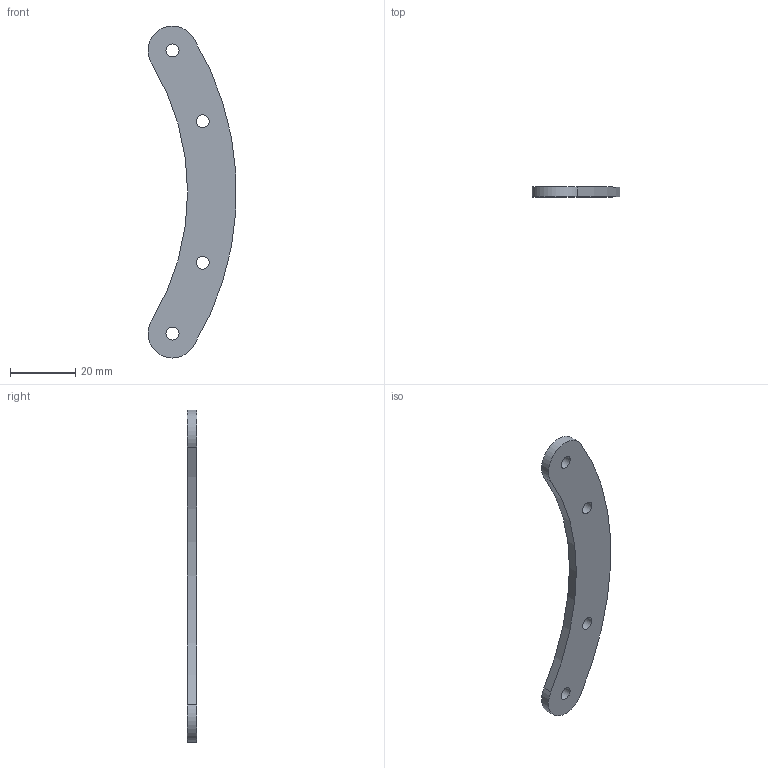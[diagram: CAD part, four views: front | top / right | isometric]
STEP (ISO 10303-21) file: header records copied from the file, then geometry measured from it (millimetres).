
FILE_DESCRIPTION(/* description */ (''),/* implementation_level */ '2;1');
FILE_NAME(/* name */ '24_adapter v4.step',/* time_stamp */ '2023-12-04T11:20:17-06:00',/* author */ (''),/* organization */ (''),/* preprocessor_version */ 'ST-DEVELOPER v20',/* originating_system */ 'Autodesk Translation Framework v12.14.0.127',/* authorisation */ '');
FILE_SCHEMA (('AUTOMOTIVE_DESIGN { 1 0 10303 214 3 1 1 }'));
Length unit declared in the file: millimetre
Products named in the file (2): 24_adapter; 23_Miror_Holder v6
Assembly tree (1 placements, depth 2):
  24_adapter
    23_Miror_Holder v6
Bounding box: 26.97 x 3 x 101.94 mm (x, y, z)
Volume: 4492.3 mm3; surface area: 3835.4 mm2
Topology: 1 solids, 1 shells, 10 faces, 24 edges, 16 vertices
Faces by surface type: cylinder 8, plane 2
Full cylindrical faces by diameter (mm): 4 x4
Entity records: 373 total; most frequent: DIRECTION 66, CARTESIAN_POINT 53, ORIENTED_EDGE 48, AXIS2_PLACEMENT_3D 29, EDGE_CURVE 24, EDGE_LOOP 18, CIRCLE 16, VERTEX_POINT 16
